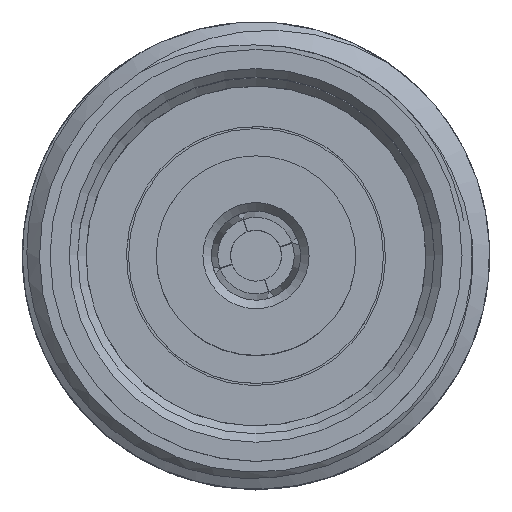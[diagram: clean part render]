
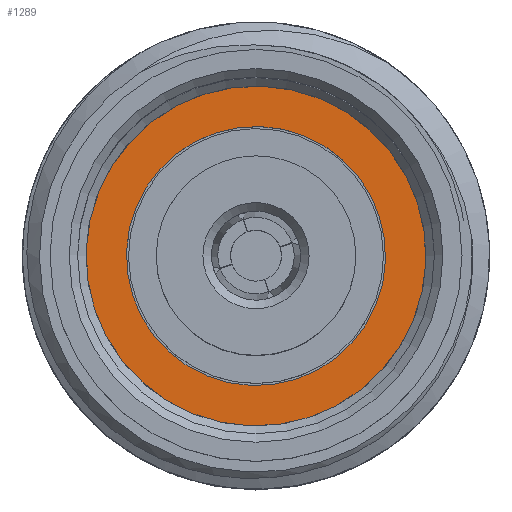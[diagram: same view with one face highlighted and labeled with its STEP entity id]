
A CAD part, top view. The second image highlights one B-rep face of the part: STEP entity #1289.
In plain terms, the highlighted face is planar.
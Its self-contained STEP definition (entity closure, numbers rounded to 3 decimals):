
#241=PLANE('',#1468);
#294=CIRCLE('',#1463,3.05);
#296=CIRCLE('',#1466,4.);
#521=ORIENTED_EDGE('',*,*,#742,.T.);
#522=ORIENTED_EDGE('',*,*,#744,.F.);
#742=EDGE_CURVE('',#880,#880,#294,.T.);
#744=EDGE_CURVE('',#882,#882,#296,.T.);
#880=VERTEX_POINT('',#3839);
#882=VERTEX_POINT('',#3844);
#1023=EDGE_LOOP('',(#521));
#1024=EDGE_LOOP('',(#522));
#1161=FACE_BOUND('',#1023,.T.);
#1162=FACE_BOUND('',#1024,.T.);
#1289=ADVANCED_FACE('',(#1161,#1162),#241,.F.);
#1463=AXIS2_PLACEMENT_3D('',#3838,#1773,#1774);
#1466=AXIS2_PLACEMENT_3D('',#3843,#1779,#1780);
#1468=AXIS2_PLACEMENT_3D('',#3846,#1783,#1784);
#1773=DIRECTION('',(0.,1.,0.));
#1774=DIRECTION('',(1.,0.,0.));
#1779=DIRECTION('',(0.,1.,0.));
#1780=DIRECTION('',(1.,0.,0.));
#1783=DIRECTION('',(0.,1.,0.));
#1784=DIRECTION('',(0.,0.,1.));
#3838=CARTESIAN_POINT('',(0.,0.,0.));
#3839=CARTESIAN_POINT('',(3.05,0.,0.));
#3843=CARTESIAN_POINT('',(0.,0.,0.));
#3844=CARTESIAN_POINT('',(4.,0.,0.));
#3846=CARTESIAN_POINT('',(0.,0.,0.));
